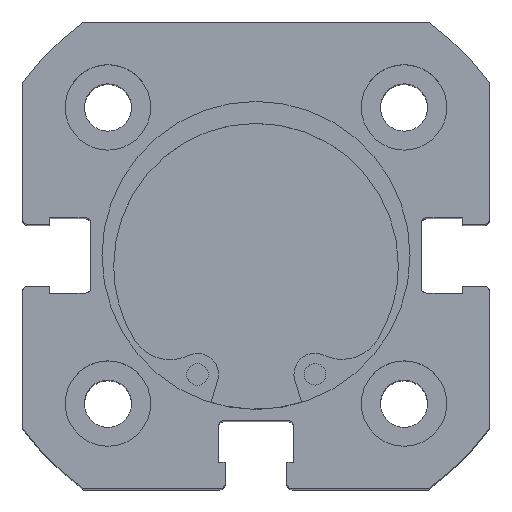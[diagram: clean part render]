
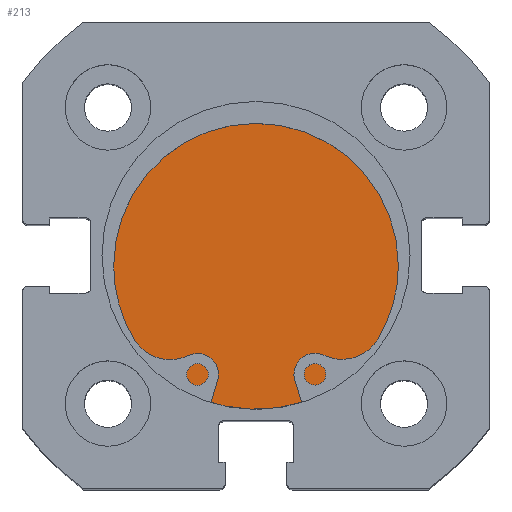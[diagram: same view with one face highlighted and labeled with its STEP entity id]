
A CAD part, top view. The second image highlights one B-rep face of the part: STEP entity #213.
In plain terms, the highlighted face is planar.
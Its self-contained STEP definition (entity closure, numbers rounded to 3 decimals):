
#213 = ADVANCED_FACE ( 'NONE', ( #1336 ), #4190, .F. ) ;
#545 = ORIENTED_EDGE ( 'NONE', *, *, #3075, .F. ) ;
#546 = ORIENTED_EDGE ( 'NONE', *, *, #3044, .F. ) ;
#733 = EDGE_LOOP ( 'NONE', ( #546, #545 ) ) ;
#1336 = FACE_OUTER_BOUND ( 'NONE', #733, .T. ) ;
#1609 = CIRCLE ( 'NONE', #5276, 13.5 ) ;
#1632 = CIRCLE ( 'NONE', #5289, 13.5 ) ;
#2193 = CARTESIAN_POINT ( 'NONE',  ( 6., 0., -13.5 ) ) ;
#2288 = CARTESIAN_POINT ( 'NONE',  ( 6., 0., 13.5 ) ) ;
#3044 = EDGE_CURVE ( 'NONE', #3400, #3312, #1609, .T. ) ;
#3075 = EDGE_CURVE ( 'NONE', #3312, #3400, #1632, .T. ) ;
#3312 = VERTEX_POINT ( 'NONE', #2193 ) ;
#3400 = VERTEX_POINT ( 'NONE', #2288 ) ;
#4189 = CARTESIAN_POINT ( 'NONE',  ( 6., 13.5, 0. ) ) ;
#4190 = PLANE ( 'NONE',  #5154 ) ;
#4192 = DIRECTION ( 'NONE',  ( -1., 0., 0. ) ) ;
#4193 = DIRECTION ( 'NONE',  ( 0., 0., 1. ) ) ;
#4649 = CARTESIAN_POINT ( 'NONE',  ( 6., 0., 0. ) ) ;
#4655 = DIRECTION ( 'NONE',  ( -1., 0., 0. ) ) ;
#4656 = DIRECTION ( 'NONE',  ( 0., 0., 1. ) ) ;
#4697 = CARTESIAN_POINT ( 'NONE',  ( 6., 0., 0. ) ) ;
#4698 = DIRECTION ( 'NONE',  ( -1., 0., 0. ) ) ;
#4699 = DIRECTION ( 'NONE',  ( 0., 0., 1. ) ) ;
#5154 = AXIS2_PLACEMENT_3D ( 'NONE', #4189, #4192, #4193 ) ;
#5276 = AXIS2_PLACEMENT_3D ( 'NONE', #4649, #4655, #4656 ) ;
#5289 = AXIS2_PLACEMENT_3D ( 'NONE', #4697, #4698, #4699 ) ;
